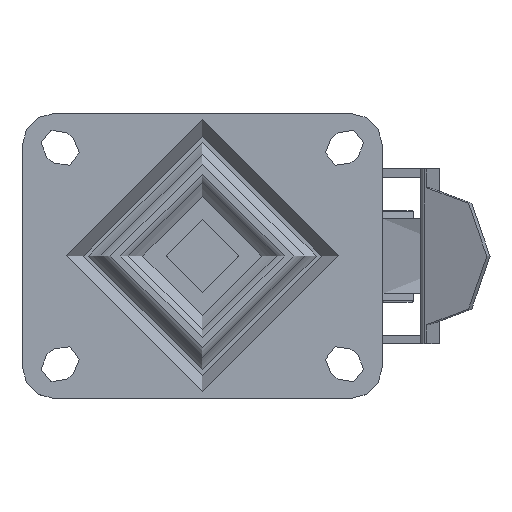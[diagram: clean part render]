
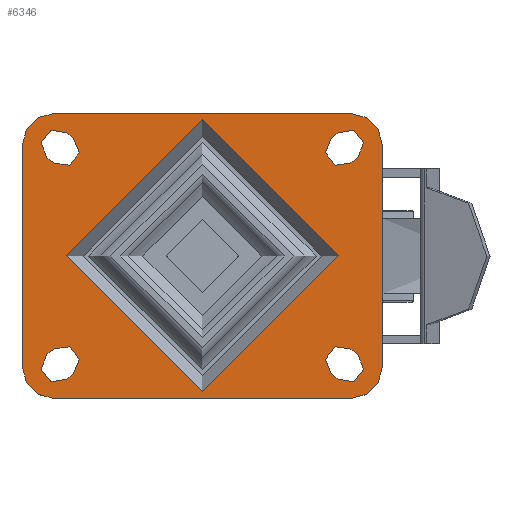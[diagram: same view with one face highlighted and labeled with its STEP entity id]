
A CAD part, top view. The second image highlights one B-rep face of the part: STEP entity #6346.
In plain terms, the highlighted planar face has unit normal (0, 0, 1).
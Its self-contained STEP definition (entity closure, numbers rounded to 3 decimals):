
#381=FACE_BOUND('',#1066,.T.);
#382=FACE_BOUND('',#1067,.T.);
#383=FACE_BOUND('',#1068,.T.);
#384=FACE_BOUND('',#1069,.T.);
#385=FACE_BOUND('',#1070,.T.);
#440=PLANE('',#6919);
#659=FACE_OUTER_BOUND('',#1065,.T.);
#1065=EDGE_LOOP('',(#4361,#4362,#4363,#4364,#4365,#4366,#4367,#4368));
#1066=EDGE_LOOP('',(#4369));
#1067=EDGE_LOOP('',(#4370,#4371,#4372,#4373));
#1068=EDGE_LOOP('',(#4374,#4375,#4376,#4377));
#1069=EDGE_LOOP('',(#4378,#4379,#4380,#4381));
#1070=EDGE_LOOP('',(#4382,#4383,#4384,#4385));
#1509=LINE('',#9709,#1941);
#1511=LINE('',#9717,#1943);
#1512=LINE('',#9722,#1944);
#1513=LINE('',#9726,#1945);
#1514=LINE('',#9728,#1946);
#1515=LINE('',#9729,#1947);
#1516=LINE('',#9730,#1948);
#1517=LINE('',#9731,#1949);
#1518=LINE('',#9732,#1950);
#1519=LINE('',#9733,#1951);
#1520=LINE('',#9734,#1952);
#1521=LINE('',#9735,#1953);
#1941=VECTOR('',#7750,1.);
#1943=VECTOR('',#7760,1.);
#1944=VECTOR('',#7765,1.);
#1945=VECTOR('',#7768,1.);
#1946=VECTOR('',#7771,1.);
#1947=VECTOR('',#7772,1.);
#1948=VECTOR('',#7773,1.);
#1949=VECTOR('',#7774,1.);
#1950=VECTOR('',#7775,1.);
#1951=VECTOR('',#7776,1.);
#1952=VECTOR('',#7777,1.);
#1953=VECTOR('',#7778,1.);
#2351=CIRCLE('',#6842,5.7);
#2352=CIRCLE('',#6844,5.7);
#2354=CIRCLE('',#6847,5.7);
#2357=CIRCLE('',#6851,5.7);
#2359=CIRCLE('',#6854,5.7);
#2360=CIRCLE('',#6856,5.7);
#2363=CIRCLE('',#6860,5.7);
#2364=CIRCLE('',#6862,5.7);
#2381=CIRCLE('',#6885,49.014);
#2401=CIRCLE('',#6920,12.);
#2402=CIRCLE('',#6921,12.);
#2403=CIRCLE('',#6922,12.);
#2404=CIRCLE('',#6923,12.);
#2688=VERTEX_POINT('',#9472);
#2689=VERTEX_POINT('',#9474);
#2690=VERTEX_POINT('',#9478);
#2691=VERTEX_POINT('',#9479);
#2694=VERTEX_POINT('',#9487);
#2695=VERTEX_POINT('',#9488);
#2700=VERTEX_POINT('',#9499);
#2701=VERTEX_POINT('',#9501);
#2704=VERTEX_POINT('',#9508);
#2705=VERTEX_POINT('',#9510);
#2706=VERTEX_POINT('',#9514);
#2707=VERTEX_POINT('',#9515);
#2712=VERTEX_POINT('',#9526);
#2713=VERTEX_POINT('',#9528);
#2714=VERTEX_POINT('',#9532);
#2715=VERTEX_POINT('',#9533);
#2728=VERTEX_POINT('',#9599);
#2745=VERTEX_POINT('',#9706);
#2746=VERTEX_POINT('',#9708);
#2747=VERTEX_POINT('',#9715);
#2748=VERTEX_POINT('',#9716);
#2749=VERTEX_POINT('',#9719);
#2750=VERTEX_POINT('',#9721);
#2751=VERTEX_POINT('',#9723);
#2752=VERTEX_POINT('',#9725);
#3294=EDGE_CURVE('',#2689,#2688,#2351,.T.);
#3296=EDGE_CURVE('',#2690,#2691,#2352,.T.);
#3300=EDGE_CURVE('',#2694,#2695,#2354,.T.);
#3306=EDGE_CURVE('',#2701,#2700,#2357,.T.);
#3310=EDGE_CURVE('',#2704,#2705,#2359,.T.);
#3312=EDGE_CURVE('',#2706,#2707,#2360,.T.);
#3318=EDGE_CURVE('',#2712,#2713,#2363,.T.);
#3320=EDGE_CURVE('',#2714,#2715,#2364,.T.);
#3341=EDGE_CURVE('',#2728,#2728,#2381,.T.);
#3366=EDGE_CURVE('',#2746,#2745,#1509,.T.);
#3368=EDGE_CURVE('',#2747,#2748,#1511,.T.);
#3369=EDGE_CURVE('',#2747,#2746,#2401,.T.);
#3370=EDGE_CURVE('',#2745,#2749,#2402,.T.);
#3371=EDGE_CURVE('',#2750,#2749,#1512,.T.);
#3372=EDGE_CURVE('',#2751,#2750,#2403,.T.);
#3373=EDGE_CURVE('',#2752,#2751,#1513,.T.);
#3374=EDGE_CURVE('',#2748,#2752,#2404,.T.);
#3375=EDGE_CURVE('',#2715,#2712,#1514,.T.);
#3376=EDGE_CURVE('',#2713,#2714,#1515,.T.);
#3377=EDGE_CURVE('',#2705,#2706,#1516,.T.);
#3378=EDGE_CURVE('',#2707,#2704,#1517,.T.);
#3379=EDGE_CURVE('',#2688,#2690,#1518,.T.);
#3380=EDGE_CURVE('',#2691,#2689,#1519,.T.);
#3381=EDGE_CURVE('',#2695,#2701,#1520,.T.);
#3382=EDGE_CURVE('',#2700,#2694,#1521,.T.);
#4361=ORIENTED_EDGE('',*,*,#3368,.F.);
#4362=ORIENTED_EDGE('',*,*,#3369,.T.);
#4363=ORIENTED_EDGE('',*,*,#3366,.T.);
#4364=ORIENTED_EDGE('',*,*,#3370,.T.);
#4365=ORIENTED_EDGE('',*,*,#3371,.F.);
#4366=ORIENTED_EDGE('',*,*,#3372,.F.);
#4367=ORIENTED_EDGE('',*,*,#3373,.F.);
#4368=ORIENTED_EDGE('',*,*,#3374,.F.);
#4369=ORIENTED_EDGE('',*,*,#3341,.F.);
#4370=ORIENTED_EDGE('',*,*,#3318,.F.);
#4371=ORIENTED_EDGE('',*,*,#3375,.F.);
#4372=ORIENTED_EDGE('',*,*,#3320,.F.);
#4373=ORIENTED_EDGE('',*,*,#3376,.F.);
#4374=ORIENTED_EDGE('',*,*,#3312,.F.);
#4375=ORIENTED_EDGE('',*,*,#3377,.F.);
#4376=ORIENTED_EDGE('',*,*,#3310,.F.);
#4377=ORIENTED_EDGE('',*,*,#3378,.F.);
#4378=ORIENTED_EDGE('',*,*,#3294,.T.);
#4379=ORIENTED_EDGE('',*,*,#3379,.T.);
#4380=ORIENTED_EDGE('',*,*,#3296,.T.);
#4381=ORIENTED_EDGE('',*,*,#3380,.T.);
#4382=ORIENTED_EDGE('',*,*,#3300,.T.);
#4383=ORIENTED_EDGE('',*,*,#3381,.T.);
#4384=ORIENTED_EDGE('',*,*,#3306,.T.);
#4385=ORIENTED_EDGE('',*,*,#3382,.T.);
#6346=ADVANCED_FACE('',(#659,#381,#382,#383,#384,#385),#440,.F.);
#6842=AXIS2_PLACEMENT_3D('',#9475,#7580,#7581);
#6844=AXIS2_PLACEMENT_3D('',#9480,#7585,#7586);
#6847=AXIS2_PLACEMENT_3D('',#9489,#7593,#7594);
#6851=AXIS2_PLACEMENT_3D('',#9502,#7604,#7605);
#6854=AXIS2_PLACEMENT_3D('',#9511,#7612,#7613);
#6856=AXIS2_PLACEMENT_3D('',#9516,#7617,#7618);
#6860=AXIS2_PLACEMENT_3D('',#9529,#7628,#7629);
#6862=AXIS2_PLACEMENT_3D('',#9534,#7633,#7634);
#6885=AXIS2_PLACEMENT_3D('',#9601,#7683,#7684);
#6919=AXIS2_PLACEMENT_3D('',#9714,#7758,#7759);
#6920=AXIS2_PLACEMENT_3D('',#9718,#7761,#7762);
#6921=AXIS2_PLACEMENT_3D('',#9720,#7763,#7764);
#6922=AXIS2_PLACEMENT_3D('',#9724,#7766,#7767);
#6923=AXIS2_PLACEMENT_3D('',#9727,#7769,#7770);
#7580=DIRECTION('center_axis',(0.,0.,-1.));
#7581=DIRECTION('ref_axis',(1.,0.,0.));
#7585=DIRECTION('center_axis',(0.,0.,-1.));
#7586=DIRECTION('ref_axis',(1.,0.,0.));
#7593=DIRECTION('center_axis',(0.,0.,-1.));
#7594=DIRECTION('ref_axis',(1.,0.,0.));
#7604=DIRECTION('center_axis',(0.,0.,-1.));
#7605=DIRECTION('ref_axis',(1.,0.,0.));
#7612=DIRECTION('center_axis',(0.,0.,1.));
#7613=DIRECTION('ref_axis',(1.,0.,0.));
#7617=DIRECTION('center_axis',(0.,0.,1.));
#7618=DIRECTION('ref_axis',(1.,0.,0.));
#7628=DIRECTION('center_axis',(0.,0.,1.));
#7629=DIRECTION('ref_axis',(1.,0.,0.));
#7633=DIRECTION('center_axis',(0.,0.,1.));
#7634=DIRECTION('ref_axis',(1.,0.,0.));
#7683=DIRECTION('center_axis',(0.,0.,1.));
#7684=DIRECTION('ref_axis',(-1.,0.,0.));
#7750=DIRECTION('',(1.,0.,0.));
#7758=DIRECTION('center_axis',(0.,0.,-1.));
#7759=DIRECTION('ref_axis',(0.,-1.,0.));
#7760=DIRECTION('',(0.,1.,0.));
#7761=DIRECTION('center_axis',(0.,0.,1.));
#7762=DIRECTION('ref_axis',(1.,0.,0.));
#7763=DIRECTION('center_axis',(0.,0.,1.));
#7764=DIRECTION('ref_axis',(1.,0.,0.));
#7765=DIRECTION('',(0.,-1.,0.));
#7766=DIRECTION('center_axis',(0.,0.,-1.));
#7767=DIRECTION('ref_axis',(1.,0.,0.));
#7768=DIRECTION('',(1.,0.,0.));
#7769=DIRECTION('center_axis',(0.,0.,-1.));
#7770=DIRECTION('ref_axis',(1.,0.,0.));
#7771=DIRECTION('',(-0.781,-0.625,0.));
#7772=DIRECTION('',(0.781,0.625,0.));
#7773=DIRECTION('',(0.781,-0.625,0.));
#7774=DIRECTION('',(-0.781,0.625,0.));
#7775=DIRECTION('',(0.781,-0.625,0.));
#7776=DIRECTION('',(-0.781,0.625,0.));
#7777=DIRECTION('',(-0.781,-0.625,0.));
#7778=DIRECTION('',(0.781,0.625,0.));
#9472=CARTESIAN_POINT('',(-27.536,161.729,0.));
#9474=CARTESIAN_POINT('',(-34.657,152.827,0.));
#9475=CARTESIAN_POINT('Origin',(-31.097,157.278,0.));
#9478=CARTESIAN_POINT('',(-25.036,159.729,0.));
#9479=CARTESIAN_POINT('',(-32.157,150.827,0.));
#9480=CARTESIAN_POINT('Origin',(-28.597,155.278,0.));
#9487=CARTESIAN_POINT('',(-134.657,161.729,0.));
#9488=CARTESIAN_POINT('',(-127.536,152.827,0.));
#9489=CARTESIAN_POINT('Origin',(-131.097,157.278,0.));
#9499=CARTESIAN_POINT('',(-137.157,159.729,0.));
#9501=CARTESIAN_POINT('',(-130.036,150.827,0.));
#9502=CARTESIAN_POINT('Origin',(-133.597,155.278,0.));
#9508=CARTESIAN_POINT('',(-130.036,239.729,0.));
#9510=CARTESIAN_POINT('',(-137.157,230.827,0.));
#9511=CARTESIAN_POINT('Origin',(-133.597,235.278,0.));
#9514=CARTESIAN_POINT('',(-134.657,228.827,0.));
#9515=CARTESIAN_POINT('',(-127.536,237.729,0.));
#9516=CARTESIAN_POINT('Origin',(-131.097,233.278,0.));
#9526=CARTESIAN_POINT('',(-34.657,237.729,0.));
#9528=CARTESIAN_POINT('',(-27.536,228.827,0.));
#9529=CARTESIAN_POINT('Origin',(-31.097,233.278,0.));
#9532=CARTESIAN_POINT('',(-25.036,230.827,0.));
#9533=CARTESIAN_POINT('',(-32.157,239.729,0.));
#9534=CARTESIAN_POINT('Origin',(-28.597,235.278,0.));
#9599=CARTESIAN_POINT('',(-130.11,195.278,0.));
#9601=CARTESIAN_POINT('Origin',(-81.097,195.278,0.));
#9706=CARTESIAN_POINT('',(-28.097,143.778,0.));
#9708=CARTESIAN_POINT('',(-134.097,143.778,0.));
#9709=CARTESIAN_POINT('',(-81.097,143.778,0.));
#9714=CARTESIAN_POINT('Origin',(-130.11,195.278,0.));
#9715=CARTESIAN_POINT('',(-146.097,155.778,0.));
#9716=CARTESIAN_POINT('',(-146.097,234.778,0.));
#9717=CARTESIAN_POINT('',(-146.097,195.278,0.));
#9718=CARTESIAN_POINT('Origin',(-134.097,155.778,0.));
#9719=CARTESIAN_POINT('',(-16.097,155.778,0.));
#9720=CARTESIAN_POINT('Origin',(-28.097,155.778,0.));
#9721=CARTESIAN_POINT('',(-16.097,234.778,0.));
#9722=CARTESIAN_POINT('',(-16.097,234.778,0.));
#9723=CARTESIAN_POINT('',(-28.097,246.778,0.));
#9724=CARTESIAN_POINT('Origin',(-28.097,234.778,0.));
#9725=CARTESIAN_POINT('',(-134.097,246.778,0.));
#9726=CARTESIAN_POINT('',(-81.097,246.778,0.));
#9727=CARTESIAN_POINT('Origin',(-134.097,234.778,0.));
#9728=CARTESIAN_POINT('',(-32.157,239.729,0.));
#9729=CARTESIAN_POINT('',(-27.536,228.827,0.));
#9730=CARTESIAN_POINT('',(-137.157,230.827,0.));
#9731=CARTESIAN_POINT('',(-127.536,237.729,0.));
#9732=CARTESIAN_POINT('',(-27.536,161.729,0.));
#9733=CARTESIAN_POINT('',(-32.157,150.827,0.));
#9734=CARTESIAN_POINT('',(-127.536,152.827,0.));
#9735=CARTESIAN_POINT('',(-137.157,159.729,0.));
